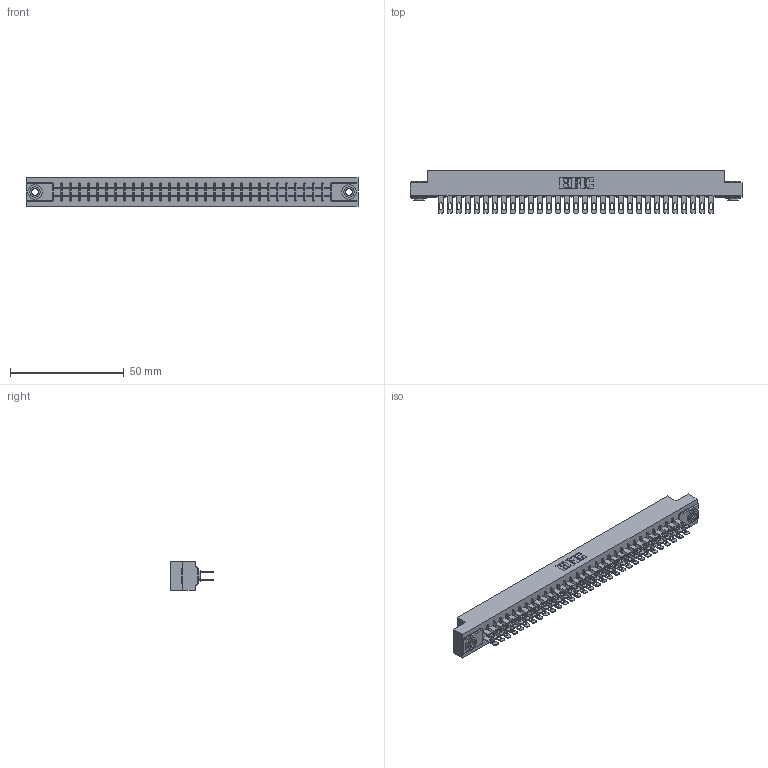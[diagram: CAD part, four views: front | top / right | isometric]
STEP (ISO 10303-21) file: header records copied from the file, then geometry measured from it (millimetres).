
FILE_DESCRIPTION (( 'STEP AP203' ), '1' );
FILE_NAME ('305-062-500-203.STEP', '2019-09-10T01:37:12', ( '' ), ( '' ), 'SwSTEP 2.0', 'SolidWorks 2016', '' );
FILE_SCHEMA (( 'CONFIG_CONTROL_DESIGN' ));
Length unit declared in the file: inch
Products named in the file (4): 305 Part_.156 Dia; 345-250-002_345-250-002-102; 305-290-001_500; 305-062-500-203
Assembly tree (65 placements, depth 2):
  305-062-500-203
    305 Part_.156 Dia
    305-290-001_500  x62
    345-250-002_345-250-002-102  x2
Bounding box: 145.85 x 18.85 x 12.7 mm (x, y, z)
Volume: 15337.6 mm3; surface area: 20733.9 mm2
Topology: 65 solids, 65 shells, 3268 faces, 9325 edges, 6046 vertices
Faces by surface type: plane 1828, cylinder 1308, sphere 124, cone 8
Entity records: 35991 total; most frequent: CARTESIAN_POINT 5936, ORIENTED_EDGE 5882, DIRECTION 5769, EDGE_CURVE 2941, LINE 2355, VECTOR 2355, VERTEX_POINT 1874, AXIS2_PLACEMENT_3D 1707
